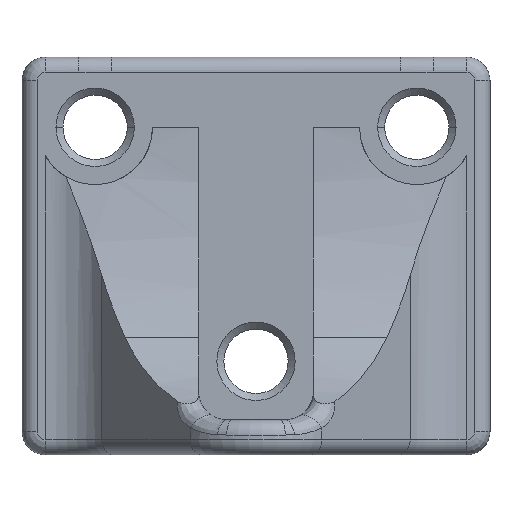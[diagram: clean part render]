
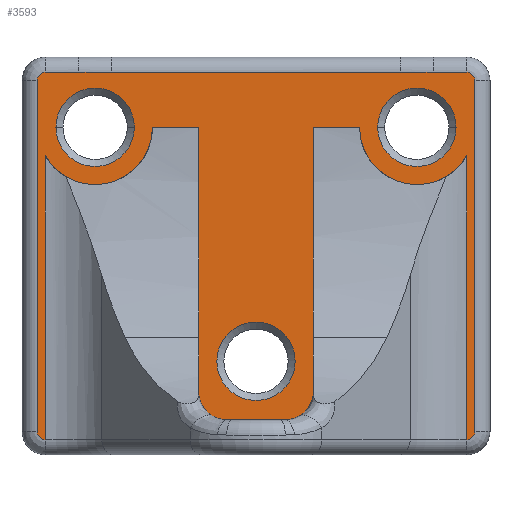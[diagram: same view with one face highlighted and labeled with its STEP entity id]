
A CAD part, front view. The second image highlights one B-rep face of the part: STEP entity #3593.
In plain terms, the highlighted planar face has unit normal (0, -1, 0).
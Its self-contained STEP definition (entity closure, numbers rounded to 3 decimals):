
#512 = VERTEX_POINT('',#513);
#513 = CARTESIAN_POINT('',(-18.,-3.,32.7));
#522 = VERTEX_POINT('',#523);
#523 = CARTESIAN_POINT('',(-18.7,-3.,32.));
#530 = EDGE_CURVE('',#512,#522,#531,.T.);
#531 = CIRCLE('',#532,0.7);
#532 = AXIS2_PLACEMENT_3D('',#533,#534,#535);
#533 = CARTESIAN_POINT('',(-18.,-3.,32.));
#534 = DIRECTION('',(0.,-1.,0.));
#535 = DIRECTION('',(0.,0.,1.));
#556 = VERTEX_POINT('',#557);
#557 = CARTESIAN_POINT('',(18.,-3.,32.7));
#564 = EDGE_CURVE('',#556,#565,#567,.T.);
#565 = VERTEX_POINT('',#566);
#566 = CARTESIAN_POINT('',(15.136,-3.,32.7));
#567 = LINE('',#568,#569);
#568 = CARTESIAN_POINT('',(18.,-3.,32.7));
#569 = VECTOR('',#570,1.);
#570 = DIRECTION('',(-1.,0.,0.));
#589 = EDGE_CURVE('',#565,#590,#592,.T.);
#590 = VERTEX_POINT('',#591);
#591 = CARTESIAN_POINT('',(12.364,-3.,32.7));
#592 = B_SPLINE_CURVE_WITH_KNOTS('',1,(#593,#594),.UNSPECIFIED.,.F.,.F.,
  (2,2),(70.549,73.32),.PIECEWISE_BEZIER_KNOTS.);
#593 = CARTESIAN_POINT('',(15.136,-3.,32.7));
#594 = CARTESIAN_POINT('',(12.364,-3.,32.7));
#614 = VERTEX_POINT('',#615);
#615 = CARTESIAN_POINT('',(-15.136,-3.,32.7));
#621 = EDGE_CURVE('',#614,#512,#622,.T.);
#622 = LINE('',#623,#624);
#623 = CARTESIAN_POINT('',(-4.9,-3.,32.7));
#624 = VECTOR('',#625,1.);
#625 = DIRECTION('',(-1.,0.,0.));
#638 = VERTEX_POINT('',#639);
#639 = CARTESIAN_POINT('',(-12.364,-3.,32.7));
#646 = EDGE_CURVE('',#638,#614,#647,.T.);
#647 = B_SPLINE_CURVE_WITH_KNOTS('',1,(#648,#649),.UNSPECIFIED.,.F.,.F.,
  (2,2),(98.049,100.82),.PIECEWISE_BEZIER_KNOTS.);
#648 = CARTESIAN_POINT('',(-12.364,-3.,32.7));
#649 = CARTESIAN_POINT('',(-15.136,-3.,32.7));
#664 = VERTEX_POINT('',#665);
#665 = CARTESIAN_POINT('',(18.7,-3.,32.));
#674 = EDGE_CURVE('',#664,#556,#675,.T.);
#675 = CIRCLE('',#676,0.7);
#676 = AXIS2_PLACEMENT_3D('',#677,#678,#679);
#677 = CARTESIAN_POINT('',(18.,-3.,32.));
#678 = DIRECTION('',(0.,-1.,0.));
#679 = DIRECTION('',(1.,0.,0.));
#700 = VERTEX_POINT('',#701);
#701 = CARTESIAN_POINT('',(18.,-3.,1.3));
#710 = VERTEX_POINT('',#711);
#711 = CARTESIAN_POINT('',(18.7,-3.,2.));
#718 = EDGE_CURVE('',#700,#710,#719,.T.);
#719 = CIRCLE('',#720,0.7);
#720 = AXIS2_PLACEMENT_3D('',#721,#722,#723);
#721 = CARTESIAN_POINT('',(18.,-3.,2.));
#722 = DIRECTION('',(0.,-1.,0.));
#723 = DIRECTION('',(0.,0.,-1.));
#744 = VERTEX_POINT('',#745);
#745 = CARTESIAN_POINT('',(-18.,-3.,1.3));
#898 = VERTEX_POINT('',#899);
#899 = CARTESIAN_POINT('',(-18.7,-3.,2.));
#908 = EDGE_CURVE('',#898,#744,#909,.T.);
#909 = CIRCLE('',#910,0.7);
#910 = AXIS2_PLACEMENT_3D('',#911,#912,#913);
#911 = CARTESIAN_POINT('',(-18.,-3.,2.));
#912 = DIRECTION('',(0.,-1.,0.));
#913 = DIRECTION('',(-1.,0.,0.));
#993 = VERTEX_POINT('',#994);
#994 = CARTESIAN_POINT('',(17.1,-3.,28.));
#1002 = VERTEX_POINT('',#1003);
#1003 = CARTESIAN_POINT('',(10.4,-3.,28.));
#1009 = EDGE_CURVE('',#993,#1002,#1010,.T.);
#1010 = CIRCLE('',#1011,3.35);
#1011 = AXIS2_PLACEMENT_3D('',#1012,#1013,#1014);
#1012 = CARTESIAN_POINT('',(13.75,-3.,28.));
#1013 = DIRECTION('',(0.,1.,0.));
#1014 = DIRECTION('',(1.,0.,0.));
#1027 = EDGE_CURVE('',#1002,#993,#1028,.T.);
#1028 = CIRCLE('',#1029,3.35);
#1029 = AXIS2_PLACEMENT_3D('',#1030,#1031,#1032);
#1030 = CARTESIAN_POINT('',(13.75,-3.,28.));
#1031 = DIRECTION('',(0.,1.,0.));
#1032 = DIRECTION('',(-1.,0.,0.));
#1042 = EDGE_CURVE('',#744,#1043,#1045,.T.);
#1043 = VERTEX_POINT('',#1044);
#1044 = CARTESIAN_POINT('',(-18.,-3.,25.561));
#1045 = LINE('',#1046,#1047);
#1046 = CARTESIAN_POINT('',(-18.,-3.,0.));
#1047 = VECTOR('',#1048,1.);
#1048 = DIRECTION('',(0.,0.,1.));
#1274 = EDGE_CURVE('',#700,#1275,#1277,.T.);
#1275 = VERTEX_POINT('',#1276);
#1276 = CARTESIAN_POINT('',(18.,-3.,25.561));
#1277 = LINE('',#1278,#1279);
#1278 = CARTESIAN_POINT('',(18.,-3.,0.));
#1279 = VECTOR('',#1280,1.);
#1280 = DIRECTION('',(0.,0.,1.));
#1592 = VERTEX_POINT('',#1593);
#1593 = CARTESIAN_POINT('',(3.35,-3.,8.));
#1601 = EDGE_CURVE('',#1592,#1592,#1602,.T.);
#1602 = CIRCLE('',#1603,3.35);
#1603 = AXIS2_PLACEMENT_3D('',#1604,#1605,#1606);
#1604 = CARTESIAN_POINT('',(0.,-3.,8.));
#1605 = DIRECTION('',(0.,1.,0.));
#1606 = DIRECTION('',(1.,0.,0.));
#1617 = VERTEX_POINT('',#1618);
#1618 = CARTESIAN_POINT('',(-10.4,-3.,28.));
#1626 = VERTEX_POINT('',#1627);
#1627 = CARTESIAN_POINT('',(-17.1,-3.,28.));
#1633 = EDGE_CURVE('',#1617,#1626,#1634,.T.);
#1634 = CIRCLE('',#1635,3.35);
#1635 = AXIS2_PLACEMENT_3D('',#1636,#1637,#1638);
#1636 = CARTESIAN_POINT('',(-13.75,-3.,28.));
#1637 = DIRECTION('',(0.,1.,0.));
#1638 = DIRECTION('',(1.,0.,0.));
#1651 = EDGE_CURVE('',#1626,#1617,#1652,.T.);
#1652 = CIRCLE('',#1653,3.35);
#1653 = AXIS2_PLACEMENT_3D('',#1654,#1655,#1656);
#1654 = CARTESIAN_POINT('',(-13.75,-3.,28.));
#1655 = DIRECTION('',(0.,1.,0.));
#1656 = DIRECTION('',(-1.,0.,0.));
#1677 = VERTEX_POINT('',#1678);
#1678 = CARTESIAN_POINT('',(4.9,-3.,28.));
#1685 = EDGE_CURVE('',#1686,#1677,#1688,.T.);
#1686 = VERTEX_POINT('',#1687);
#1687 = CARTESIAN_POINT('',(8.85,-3.,28.));
#1688 = LINE('',#1689,#1690);
#1689 = CARTESIAN_POINT('',(60.364,-3.,28.));
#1690 = VECTOR('',#1691,1.);
#1691 = DIRECTION('',(-1.,0.,0.));
#1746 = EDGE_CURVE('',#1747,#1749,#1751,.T.);
#1747 = VERTEX_POINT('',#1748);
#1748 = CARTESIAN_POINT('',(-4.9,-3.,28.));
#1749 = VERTEX_POINT('',#1750);
#1750 = CARTESIAN_POINT('',(-8.85,-3.,28.));
#1751 = LINE('',#1752,#1753);
#1752 = CARTESIAN_POINT('',(60.364,-3.,28.));
#1753 = VECTOR('',#1754,1.);
#1754 = DIRECTION('',(-1.,0.,0.));
#1827 = EDGE_CURVE('',#1043,#1749,#1828,.T.);
#1828 = CIRCLE('',#1829,4.9);
#1829 = AXIS2_PLACEMENT_3D('',#1830,#1831,#1832);
#1830 = CARTESIAN_POINT('',(-13.75,-3.,28.));
#1831 = DIRECTION('',(0.,-1.,0.));
#1832 = DIRECTION('',(1.,0.,0.));
#2609 = EDGE_CURVE('',#1686,#1275,#2610,.T.);
#2610 = CIRCLE('',#2611,4.9);
#2611 = AXIS2_PLACEMENT_3D('',#2612,#2613,#2614);
#2612 = CARTESIAN_POINT('',(13.75,-3.,28.));
#2613 = DIRECTION('',(0.,-1.,0.));
#2614 = DIRECTION('',(1.,0.,0.));
#3449 = EDGE_CURVE('',#1677,#3450,#3452,.T.);
#3450 = VERTEX_POINT('',#3451);
#3451 = CARTESIAN_POINT('',(4.9,-3.,5.4));
#3452 = LINE('',#3453,#3454);
#3453 = CARTESIAN_POINT('',(4.9,-3.,36.));
#3454 = VECTOR('',#3455,1.);
#3455 = DIRECTION('',(0.,0.,-1.));
#3474 = VERTEX_POINT('',#3475);
#3475 = CARTESIAN_POINT('',(-2.5,-3.,3.));
#3481 = EDGE_CURVE('',#3482,#3474,#3484,.T.);
#3482 = VERTEX_POINT('',#3483);
#3483 = CARTESIAN_POINT('',(-4.9,-3.,5.4));
#3484 = CIRCLE('',#3485,2.4);
#3485 = AXIS2_PLACEMENT_3D('',#3486,#3487,#3488);
#3486 = CARTESIAN_POINT('',(-2.5,-3.,5.4));
#3487 = DIRECTION('',(0.,-1.,0.));
#3488 = DIRECTION('',(1.,0.,0.));
#3515 = VERTEX_POINT('',#3516);
#3516 = CARTESIAN_POINT('',(2.5,-3.,3.));
#3522 = EDGE_CURVE('',#3474,#3515,#3523,.T.);
#3523 = LINE('',#3524,#3525);
#3524 = CARTESIAN_POINT('',(-2.5,-3.,3.));
#3525 = VECTOR('',#3526,1.);
#3526 = DIRECTION('',(1.,0.,0.));
#3540 = EDGE_CURVE('',#3515,#3450,#3541,.T.);
#3541 = CIRCLE('',#3542,2.4);
#3542 = AXIS2_PLACEMENT_3D('',#3543,#3544,#3545);
#3543 = CARTESIAN_POINT('',(2.5,-3.,5.4));
#3544 = DIRECTION('',(0.,-1.,0.));
#3545 = DIRECTION('',(1.,0.,0.));
#3566 = EDGE_CURVE('',#3482,#1747,#3567,.T.);
#3567 = LINE('',#3568,#3569);
#3568 = CARTESIAN_POINT('',(-4.9,-3.,5.4));
#3569 = VECTOR('',#3570,1.);
#3570 = DIRECTION('',(0.,0.,1.));
#3593 = ADVANCED_FACE('',(#3594,#3633,#3637,#3641),#3644,.T.);
#3594 = FACE_BOUND('',#3595,.T.);
#3595 = EDGE_LOOP('',(#3596,#3602,#3603,#3604,#3605,#3606,#3607,#3608,
    #3609,#3610,#3611,#3612,#3613,#3614,#3615,#3621,#3622,#3623,#3624,
    #3630,#3631,#3632));
#3596 = ORIENTED_EDGE('',*,*,#3597,.T.);
#3597 = EDGE_CURVE('',#522,#898,#3598,.T.);
#3598 = LINE('',#3599,#3600);
#3599 = CARTESIAN_POINT('',(-18.7,-3.,32.));
#3600 = VECTOR('',#3601,1.);
#3601 = DIRECTION('',(0.,0.,-1.));
#3602 = ORIENTED_EDGE('',*,*,#908,.T.);
#3603 = ORIENTED_EDGE('',*,*,#1042,.T.);
#3604 = ORIENTED_EDGE('',*,*,#1827,.T.);
#3605 = ORIENTED_EDGE('',*,*,#1746,.F.);
#3606 = ORIENTED_EDGE('',*,*,#3566,.F.);
#3607 = ORIENTED_EDGE('',*,*,#3481,.T.);
#3608 = ORIENTED_EDGE('',*,*,#3522,.T.);
#3609 = ORIENTED_EDGE('',*,*,#3540,.T.);
#3610 = ORIENTED_EDGE('',*,*,#3449,.F.);
#3611 = ORIENTED_EDGE('',*,*,#1685,.F.);
#3612 = ORIENTED_EDGE('',*,*,#2609,.T.);
#3613 = ORIENTED_EDGE('',*,*,#1274,.F.);
#3614 = ORIENTED_EDGE('',*,*,#718,.T.);
#3615 = ORIENTED_EDGE('',*,*,#3616,.T.);
#3616 = EDGE_CURVE('',#710,#664,#3617,.T.);
#3617 = LINE('',#3618,#3619);
#3618 = CARTESIAN_POINT('',(18.7,-3.,2.));
#3619 = VECTOR('',#3620,1.);
#3620 = DIRECTION('',(0.,0.,1.));
#3621 = ORIENTED_EDGE('',*,*,#674,.T.);
#3622 = ORIENTED_EDGE('',*,*,#564,.T.);
#3623 = ORIENTED_EDGE('',*,*,#589,.T.);
#3624 = ORIENTED_EDGE('',*,*,#3625,.T.);
#3625 = EDGE_CURVE('',#590,#638,#3626,.T.);
#3626 = LINE('',#3627,#3628);
#3627 = CARTESIAN_POINT('',(18.,-3.,32.7));
#3628 = VECTOR('',#3629,1.);
#3629 = DIRECTION('',(-1.,0.,0.));
#3630 = ORIENTED_EDGE('',*,*,#646,.T.);
#3631 = ORIENTED_EDGE('',*,*,#621,.T.);
#3632 = ORIENTED_EDGE('',*,*,#530,.T.);
#3633 = FACE_BOUND('',#3634,.T.);
#3634 = EDGE_LOOP('',(#3635,#3636));
#3635 = ORIENTED_EDGE('',*,*,#1651,.T.);
#3636 = ORIENTED_EDGE('',*,*,#1633,.T.);
#3637 = FACE_BOUND('',#3638,.T.);
#3638 = EDGE_LOOP('',(#3639,#3640));
#3639 = ORIENTED_EDGE('',*,*,#1027,.T.);
#3640 = ORIENTED_EDGE('',*,*,#1009,.T.);
#3641 = FACE_BOUND('',#3642,.T.);
#3642 = EDGE_LOOP('',(#3643));
#3643 = ORIENTED_EDGE('',*,*,#1601,.T.);
#3644 = PLANE('',#3645);
#3645 = AXIS2_PLACEMENT_3D('',#3646,#3647,#3648);
#3646 = CARTESIAN_POINT('',(0.,-3.,19.048));
#3647 = DIRECTION('',(0.,-1.,0.));
#3648 = DIRECTION('',(0.,0.,-1.));
